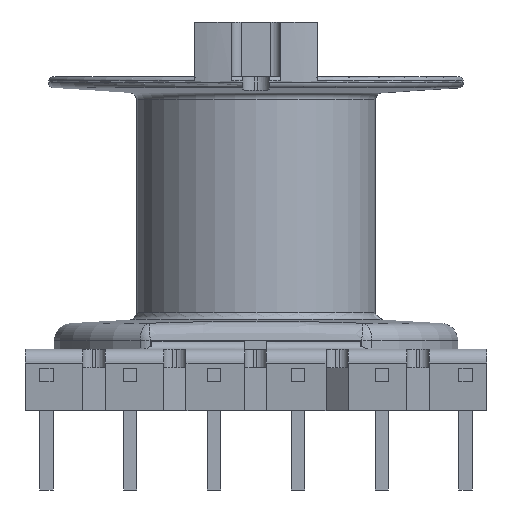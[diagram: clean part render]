
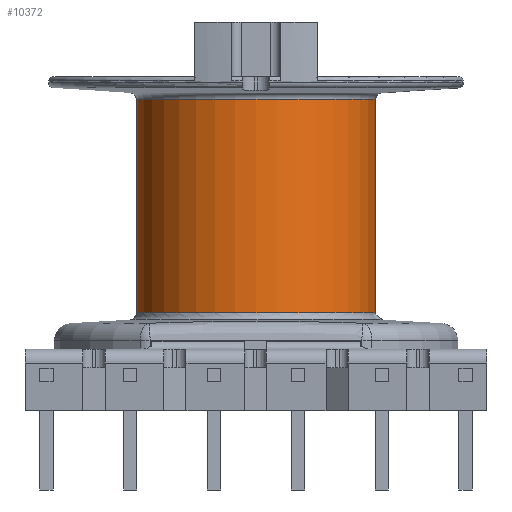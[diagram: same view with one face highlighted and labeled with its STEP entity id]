
A CAD part, left-side view. The second image highlights one B-rep face of the part: STEP entity #10372.
In plain terms, the highlighted cylindrical face has radius 7.25 mm (diameter 14.5 mm), a full revolution.
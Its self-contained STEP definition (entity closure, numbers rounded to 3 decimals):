
#519=CIRCLE('',#10919,7.25);
#538=CIRCLE('',#10950,7.25);
#2551=ORIENTED_EDGE('',*,*,#3709,.T.);
#2552=ORIENTED_EDGE('',*,*,#3755,.F.);
#3709=EDGE_CURVE('',#4473,#4473,#519,.T.);
#3755=EDGE_CURVE('',#4510,#4510,#538,.T.);
#4473=VERTEX_POINT('',#15105);
#4510=VERTEX_POINT('',#15200);
#6665=EDGE_LOOP('',(#2551));
#6666=EDGE_LOOP('',(#2552));
#7097=FACE_BOUND('',#6665,.T.);
#7098=FACE_BOUND('',#6666,.T.);
#7211=CYLINDRICAL_SURFACE('',#10949,7.25);
#10372=ADVANCED_FACE('',(#7097,#7098),#7211,.T.);
#10919=AXIS2_PLACEMENT_3D('',#15104,#12828,#12829);
#10949=AXIS2_PLACEMENT_3D('',#15198,#12915,#12916);
#10950=AXIS2_PLACEMENT_3D('',#15199,#12917,#12918);
#12828=DIRECTION('',(0.,0.,1.));
#12829=DIRECTION('',(1.,0.,0.));
#12915=DIRECTION('',(0.,0.,1.));
#12916=DIRECTION('',(1.,0.,0.));
#12917=DIRECTION('',(0.,0.,1.));
#12918=DIRECTION('',(1.,0.,0.));
#15104=CARTESIAN_POINT('',(0.,0.,2.2));
#15105=CARTESIAN_POINT('',(7.25,0.,2.2));
#15198=CARTESIAN_POINT('',(0.,0.,-1.65));
#15199=CARTESIAN_POINT('',(0.,0.,15.138));
#15200=CARTESIAN_POINT('',(7.25,0.,15.138));
